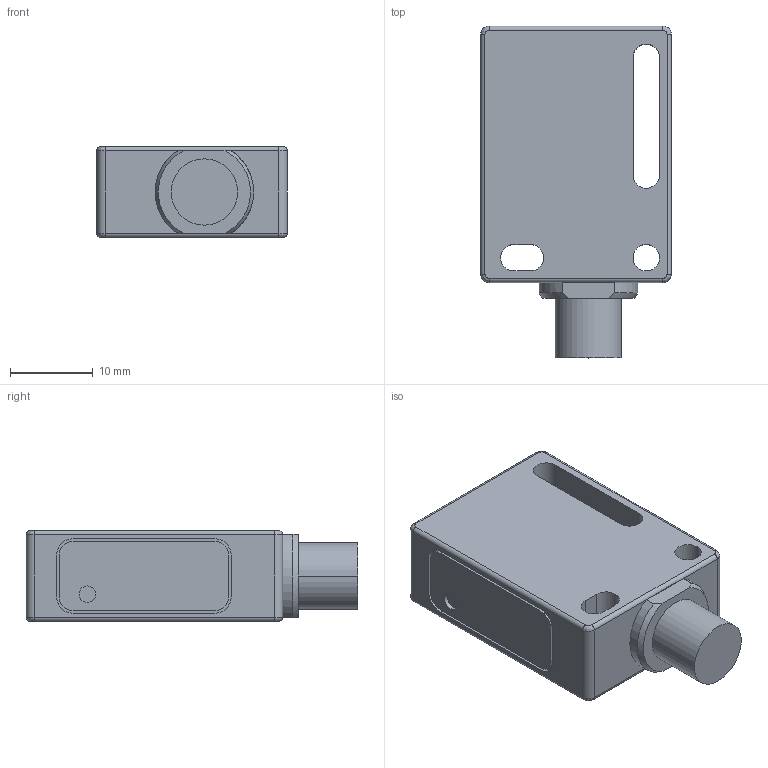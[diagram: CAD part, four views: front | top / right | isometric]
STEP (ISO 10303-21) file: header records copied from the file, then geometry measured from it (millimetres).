
FILE_DESCRIPTION((''),'2;1');
FILE_NAME('CAD1058_ML8-55-143','2009-09-02T',('mflender'),(''),'PRO/ENGINEER BY PARAMETRIC TECHNOLOGY CORPORATION, 2006300','PRO/ENGINEER BY PARAMETRIC TECHNOLOGY CORPORATION, 2006300','');
FILE_SCHEMA(('CONFIG_CONTROL_DESIGN'));
Length unit declared in the file: millimetre
Products named in the file (1): CAD1058_ML8-55-143
Bounding box: 23 x 40.1 x 11 mm (x, y, z)
Volume: 7534.1 mm3; surface area: 3387.8 mm2
Topology: 1 solids, 1 shells, 70 faces, 198 edges, 160 vertices
Faces by surface type: cylinder 32, plane 28, bspline 6, torus 2, cone 2
Entity records: 3148 total; most frequent: CARTESIAN_POINT 483, DIRECTION 402, ORIENTED_EDGE 344, PRESENTATION_STYLE_ASSIGNMENT 214, STYLED_ITEM 204, CURVE_STYLE 199, EDGE_CURVE 172, AXIS2_PLACEMENT_3D 143
